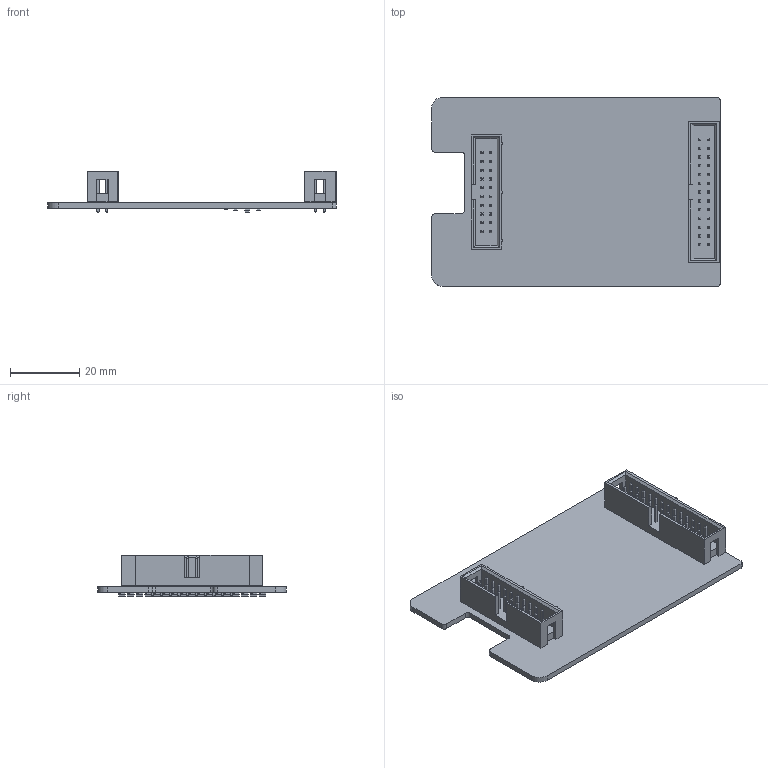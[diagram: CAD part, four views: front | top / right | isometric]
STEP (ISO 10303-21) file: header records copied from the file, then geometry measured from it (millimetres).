
FILE_DESCRIPTION(('Open CASCADE Model'),'2;1');
FILE_NAME('Open CASCADE Shape Model','2020-03-22T13:38:27',('Author'),( 'Open CASCADE'),'Open CASCADE STEP processor 6.8','Open CASCADE 6.8' ,'Unknown');
FILE_SCHEMA(('AUTOMOTIVE_DESIGN { 1 0 10303 214 1 1 1 1 }'));
Length unit declared in the file: millimetre
Products named in the file (83): PCB; Board; P1; 61202621621; 6120xx21621_PIN; EXT; 61202021621; RO17; 0402_resistor; RO16; RO15; RO14; RO13; RO12; RO11; RO10; RO9; RO8; RO7; RO6; RO5; RO4; RO3; U17; SN74LVC1T45QDCKRQ1; Body; PinsArrayLR; CB17; 0402_cap; CA17; U16; CB16; CA16; U15; CB15; CA15; U14; CB14; CA14; U13 ...
Assembly tree (191 placements, depth 4):
  PCB
    Board
    P1
      61202621621
        6120xx21621_PIN  x26
        61202621621
    EXT
      61202021621
        6120xx21621_PIN  x20
        61202021621
    RO17
      0402_resistor
    RO16
      0402_resistor
    RO15
      0402_resistor
    RO14
      0402_resistor
    RO13
      0402_resistor
    RO12
      0402_resistor
    RO11
      0402_resistor
    RO10
      0402_resistor
    RO9
      0402_resistor
    RO8
      0402_resistor
    RO7
      0402_resistor
    RO6
      0402_resistor
    RO5
      0402_resistor
    RO4
      0402_resistor
    RO3
      0402_resistor
    U17
      SN74LVC1T45QDCKRQ1
        Body
        PinsArrayLR
    CB17
      0402_cap
    CA17
      0402_cap
    U16
      SN74LVC1T45QDCKRQ1
        Body
        PinsArrayLR
    CB16
      0402_cap
    CA16
      0402_cap
    U15
      SN74LVC1T45QDCKRQ1
        Body
        PinsArrayLR
Bounding box: 83.58 x 54.7 x 12.1 mm (x, y, z)
Volume: 10155.2 mm3; surface area: 15050.3 mm2
Topology: 236 solids, 236 shells, 5438 faces, 13225 edges, 7838 vertices
Faces by surface type: plane 3593, cylinder 1301, sphere 544
Full cylindrical faces by diameter (mm): 0.156 x17, 0.85 x12
Entity records: 26840 total; most frequent: CARTESIAN_POINT 3881, DIRECTION 3692, ORIENTED_EDGE 3530, EDGE_CURVE 1765, LINE 1584, VECTOR 1584, VERTEX_POINT 1102, AXIS2_PLACEMENT_3D 1054
